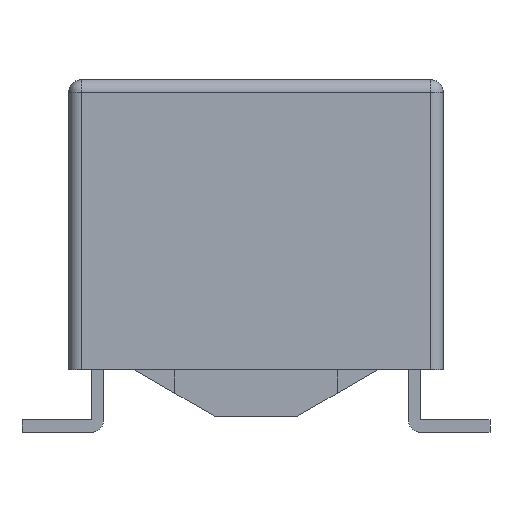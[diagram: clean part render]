
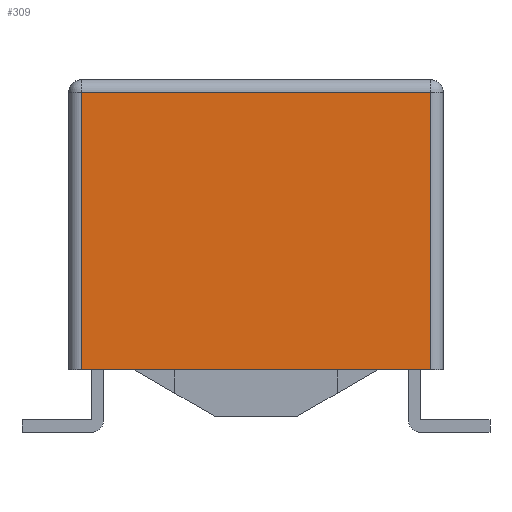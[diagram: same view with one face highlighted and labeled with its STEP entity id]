
A CAD part, left-side view. The second image highlights one B-rep face of the part: STEP entity #309.
In plain terms, the highlighted planar face has unit normal (-1, 0, 0).
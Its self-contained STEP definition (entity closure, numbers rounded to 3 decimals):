
#309=ADVANCED_FACE('',(#14196),#14198,.T.);
#14196=FACE_BOUND('',#14197,.T.);
#14197=EDGE_LOOP('',(#25107,#25108,#25109,#25110));
#14198=PLANE('',#14199);
#14199=AXIS2_PLACEMENT_3D('',#14200,#14201,#14202);
#14200=CARTESIAN_POINT('',(-5.,3.,1.));
#14201=DIRECTION('',(-1.,0.,0.));
#14202=DIRECTION('',(0.,-1.,0.));
#25107=ORIENTED_EDGE('',*,*,#33854,.F.);
#25108=ORIENTED_EDGE('',*,*,#33855,.F.);
#25109=ORIENTED_EDGE('',*,*,#33830,.T.);
#25110=ORIENTED_EDGE('',*,*,#33853,.T.);
#33830=EDGE_CURVE('',#38276,#38274,#38277,.T.);
#33853=EDGE_CURVE('',#38274,#38315,#38317,.T.);
#33854=EDGE_CURVE('',#38318,#38315,#38319,.T.);
#33855=EDGE_CURVE('',#38276,#38318,#38320,.T.);
#38274=VERTEX_POINT('',#45727);
#38276=VERTEX_POINT('',#45732);
#38277=LINE('',#45733,#45734);
#38315=VERTEX_POINT('',#45822);
#38317=LINE('',#45827,#45828);
#38318=VERTEX_POINT('',#45830);
#38319=LINE('',#45831,#45832);
#38320=LINE('',#45834,#45835);
#45727=CARTESIAN_POINT('',(-5.,-2.8,1.));
#45732=CARTESIAN_POINT('',(-5.,2.8,1.));
#45733=CARTESIAN_POINT('',(-5.,2.8,1.));
#45734=VECTOR('',#45735,1.);
#45735=DIRECTION('',(0.,-1.,0.));
#45822=CARTESIAN_POINT('',(-5.,-2.8,5.45));
#45827=CARTESIAN_POINT('',(-5.,-2.8,1.));
#45828=VECTOR('',#45829,1.);
#45829=DIRECTION('',(0.,0.,1.));
#45830=CARTESIAN_POINT('',(-5.,2.8,5.45));
#45831=CARTESIAN_POINT('',(-5.,2.8,5.45));
#45832=VECTOR('',#45833,1.);
#45833=DIRECTION('',(0.,-1.,0.));
#45834=CARTESIAN_POINT('',(-5.,2.8,1.));
#45835=VECTOR('',#45836,1.);
#45836=DIRECTION('',(0.,0.,1.));
